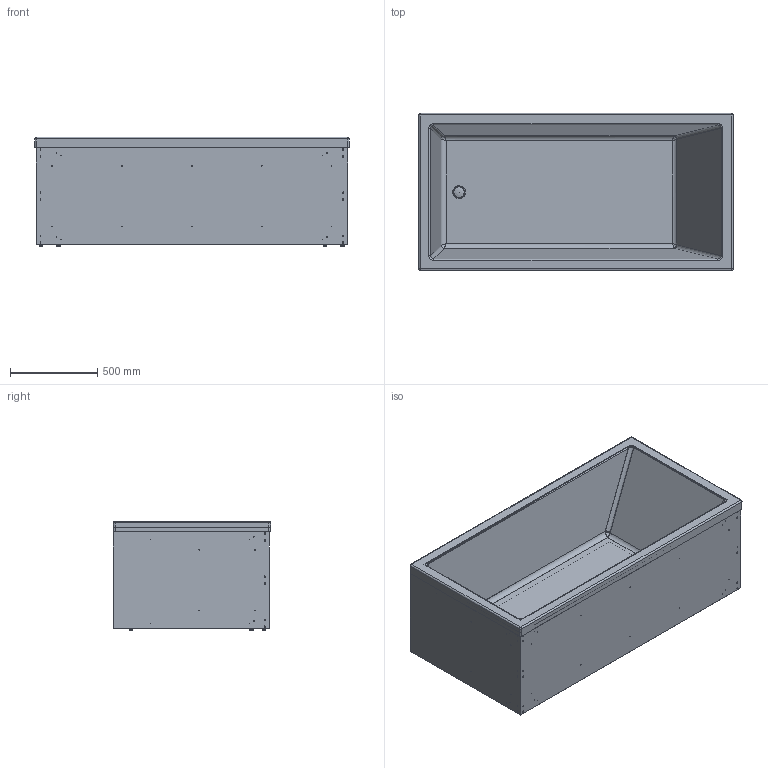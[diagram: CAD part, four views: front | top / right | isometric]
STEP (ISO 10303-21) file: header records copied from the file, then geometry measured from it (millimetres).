
FILE_DESCRIPTION((''),'2;1');
FILE_NAME('700050_1.stp','2013-07-03T08:22:46',('Administrator'),(''),'Autodesk Inventor 2011','Autodesk Inventor 2011','');
FILE_SCHEMA(('CONFIG_CONTROL_DESIGN'));
Length unit declared in the file: millimetre
Products named in the file (78): 700050_1; 700050; Verkleidung 1800x900; Verbindungsprofil 1; Verschlu_st_ck; Verbindungsprofil 2; Verbindungsprofil 1_1; Verschlu_st_ck_1; Verbindungsprofil 2_1; Verbindungsprofil 1_2; Verschlu_st_ck_2; Verbindungsprofil 2_2; Verbindungsprofil 1_3; Verschlu_st_ck_3; Verbindungsprofil 2_3; Verbindungsprofil 1_4; Verschlu_st_ck_4; Verbindungsprofil 2_4; Verbindungsprofil 1_5; Verschlu_st_ck_5; Verbindungsprofil 2_5; Sechskantstange; Sechskantstange_1; Schiene; Schiene_1; Schiene_2; Schiene_3; Doppelwinkel M8 ; Abdeckkappe; Stellfu_; _70; Doppelwinkel M8 _1; Abdeckkappe_1; Stellfu__1; _70_1; Doppelwinkel M8 _2; Abdeckkappe_2; Stellfu__2; _70_2; Doppelwinkel M8 _3 ...
Assembly tree (78 placements, depth 3):
  700050_1
    700050
    Verkleidung 1800x900
      Verbindungsprofil 1
      Verschlu_st_ck
      Verbindungsprofil 2
      Verbindungsprofil 1_1
      Verschlu_st_ck_1
      Verbindungsprofil 2_1
      Verbindungsprofil 1_2
      Verschlu_st_ck_2
      Verbindungsprofil 2_2
      Verbindungsprofil 1_3
      Verschlu_st_ck_3
      Verbindungsprofil 2_3
      Verbindungsprofil 1_4
      Verschlu_st_ck_4
      Verbindungsprofil 2_4
      Verbindungsprofil 1_5
      Verschlu_st_ck_5
      Verbindungsprofil 2_5
      Sechskantstange
      Sechskantstange_1
      Schiene
      Schiene_1
      Schiene_2
      Schiene_3
      Doppelwinkel M8 
      Abdeckkappe
      Stellfu_
      _70
      Doppelwinkel M8 _1
      Abdeckkappe_1
      Stellfu__1
      _70_1
      Doppelwinkel M8 _2
      Abdeckkappe_2
      Stellfu__2
      _70_2
      Doppelwinkel M8 _3
      Abdeckkappe_3
      Stellfu__3
      _70_3
      Doppelwinkel M8 _4
      Abdeckkappe_4
      Stellfu__4
      _70_4
      Doppelwinkel M8 _5
      Abdeckkappe_5
      Stellfu__5
      _70_5
      sechskantmutter ISO 4032 M8
      sechskantmutter ISO 4032 M8_1
      sechskantmutter ISO 4032 M8_2
      sechskantmutter ISO 4032 M8_3
      sechskantmutter ISO 4032 M8_4
      sechskantmutter ISO 4032 M8_5
      sechskantschraube ISO 4017A M8_35
      sechskantschraube ISO 4017A M8_35_1
      L_Winkel
Bounding box: 1800 x 900 x 627.03 mm (x, y, z)
Volume: 53371546.1 mm3; surface area: 12289536.7 mm2
Topology: 77 solids, 77 shells, 4301 faces, 9981 edges, 5891 vertices
Faces by surface type: cylinder 1778, plane 1377, sphere 484, torus 345, cone 204, bspline 113
Full cylindrical faces by diameter (mm): 3.5 x92, 4.5 x42, 5 x24, 6.75 x12, 7 x6, 8 x16, 8.5 x4, 9 x14, 20 x12, 20.5 x6, 22 x4, 50 x4, 52 x1, 60 x1
Entity records: 129912 total; most frequent: CARTESIAN_POINT 27728, DIRECTION 21376, ORIENTED_EDGE 18640, EDGE_CURVE 9320, AXIS2_PLACEMENT_3D 8424, VERTEX_POINT 5644, EDGE_LOOP 5140, VECTOR 4528
